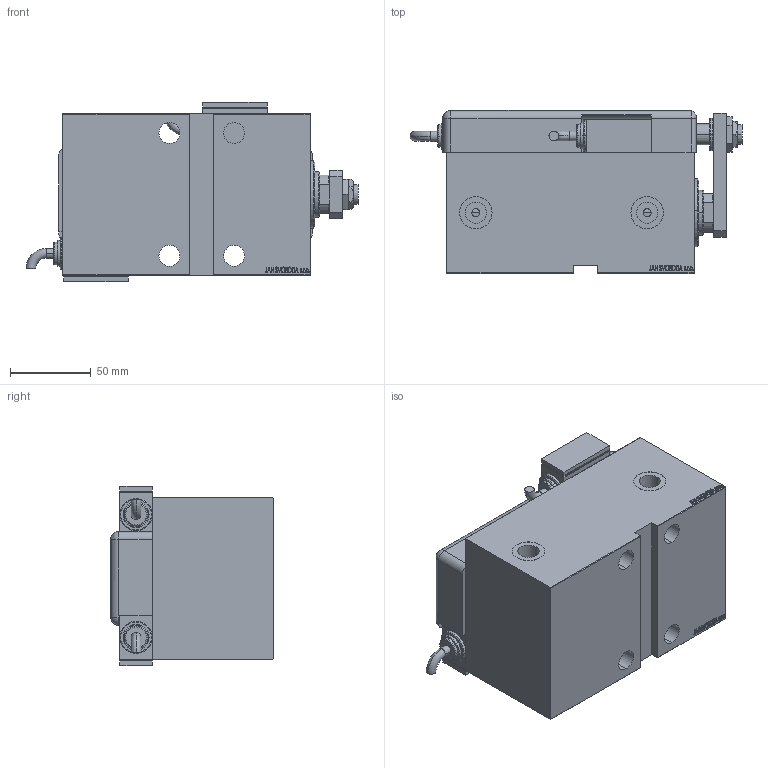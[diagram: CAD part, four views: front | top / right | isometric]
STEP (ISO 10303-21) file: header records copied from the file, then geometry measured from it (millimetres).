
FILE_DESCRIPTION (( 'STEP AP203' ), '1' );
FILE_NAME ('2fe9.STEP', '2021-03-18T18:03:00', ( '' ), ( '' ), 'SwSTEP 2.0', 'SolidWorks 2019', '' );
FILE_SCHEMA (( 'CONFIG_CONTROL_DESIGN' ));
Length unit declared in the file: millimetre
Products named in the file (13): V450CM_G 1c59594c9e57541cfa88fe626451ea6a; TYC 1c59594c9e57541cfa88fe626451ea6a; KRYT 1c59594c9e57541cfa88fe626451ea6a; SWITCH Q 1c59594c9e57541cfa88fe626451ea6a; 2fe9; SWITCH DIM A_G 1c59594c9e57541cfa88fe626451ea6a; SWITCH_Q_FRONT_BACK 1c59594c9e57541cfa88fe626451ea6a; ZARAZKA_Q 1c59594c9e57541cfa88fe626451ea6a; NUT_D13 1c59594c9e57541cfa88fe626451ea6a; MAGNETIC SWITCH Q 1c59594c9e57541cfa88fe626451ea6a; NUT_D19 1c59594c9e57541cfa88fe626451ea6a; V450CM_G_VCP 1c59594c9e57541cfa88fe626451ea6a; V450CM_VC_G 1c59594c9e57541cfa88fe626451ea6a
Assembly tree (13 placements, depth 3):
  2fe9
    V450CM_G 1c59594c9e57541cfa88fe626451ea6a
    V450CM_G_VCP 1c59594c9e57541cfa88fe626451ea6a
    V450CM_VC_G 1c59594c9e57541cfa88fe626451ea6a
    MAGNETIC SWITCH Q 1c59594c9e57541cfa88fe626451ea6a
      SWITCH_Q_FRONT_BACK 1c59594c9e57541cfa88fe626451ea6a
      TYC 1c59594c9e57541cfa88fe626451ea6a
      ZARAZKA_Q 1c59594c9e57541cfa88fe626451ea6a
      SWITCH DIM A_G 1c59594c9e57541cfa88fe626451ea6a
      NUT_D19 1c59594c9e57541cfa88fe626451ea6a
      NUT_D13 1c59594c9e57541cfa88fe626451ea6a
      KRYT 1c59594c9e57541cfa88fe626451ea6a
      SWITCH Q 1c59594c9e57541cfa88fe626451ea6a  x2
Bounding box: 205.46 x 100.8 x 111 mm (x, y, z)
Volume: 1103333.6 mm3; surface area: 203187.4 mm2
Topology: 13 solids, 13 shells, 1258 faces, 3195 edges, 2109 vertices
Faces by surface type: plane 622, bspline 471, cylinder 119, cone 22, torus 22, sphere 2
Entity records: 59524 total; most frequent: CARTESIAN_POINT 31632, ORIENTED_EDGE 6194, DIRECTION 3933, EDGE_CURVE 3097, VERTEX_POINT 2049, LINE 1849, VECTOR 1849, EDGE_LOOP 1392
